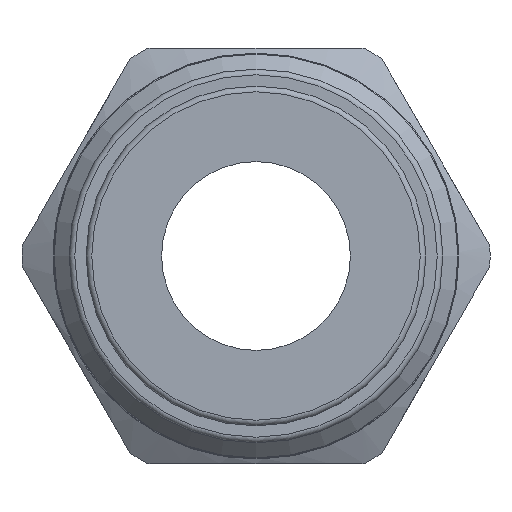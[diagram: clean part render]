
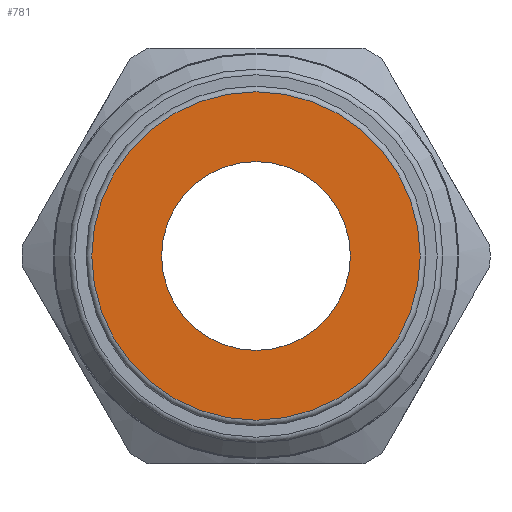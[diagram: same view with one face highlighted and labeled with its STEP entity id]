
A CAD part, left-side view. The second image highlights one B-rep face of the part: STEP entity #781.
In plain terms, the highlighted planar face has unit normal (-1, 0, 0).
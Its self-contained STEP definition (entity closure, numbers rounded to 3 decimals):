
#22=PLANE('',#839);
#77=CIRCLE('',#840,8.7);
#78=CIRCLE('',#841,5.);
#139=ORIENTED_EDGE('',*,*,#268,.T.);
#140=ORIENTED_EDGE('',*,*,#269,.F.);
#268=EDGE_CURVE('',#326,#326,#77,.T.);
#269=EDGE_CURVE('',#327,#327,#78,.T.);
#326=VERTEX_POINT('',#1157);
#327=VERTEX_POINT('',#1159);
#383=EDGE_LOOP('',(#139));
#384=EDGE_LOOP('',(#140));
#441=FACE_BOUND('',#383,.T.);
#442=FACE_BOUND('',#384,.T.);
#781=ADVANCED_FACE('',(#441,#442),#22,.T.);
#839=AXIS2_PLACEMENT_3D('',#1155,#951,#952);
#840=AXIS2_PLACEMENT_3D('',#1156,#953,#954);
#841=AXIS2_PLACEMENT_3D('',#1158,#955,#956);
#951=DIRECTION('',(-1.,0.,0.));
#952=DIRECTION('',(0.,0.,1.));
#953=DIRECTION('',(-1.,0.,0.));
#954=DIRECTION('',(0.,0.,1.));
#955=DIRECTION('',(-1.,0.,0.));
#956=DIRECTION('',(0.,0.,1.));
#1155=CARTESIAN_POINT('',(0.,0.,0.));
#1156=CARTESIAN_POINT('',(0.,0.,0.));
#1157=CARTESIAN_POINT('',(0.,0.,8.7));
#1158=CARTESIAN_POINT('',(0.,0.,0.));
#1159=CARTESIAN_POINT('',(0.,0.,5.));
